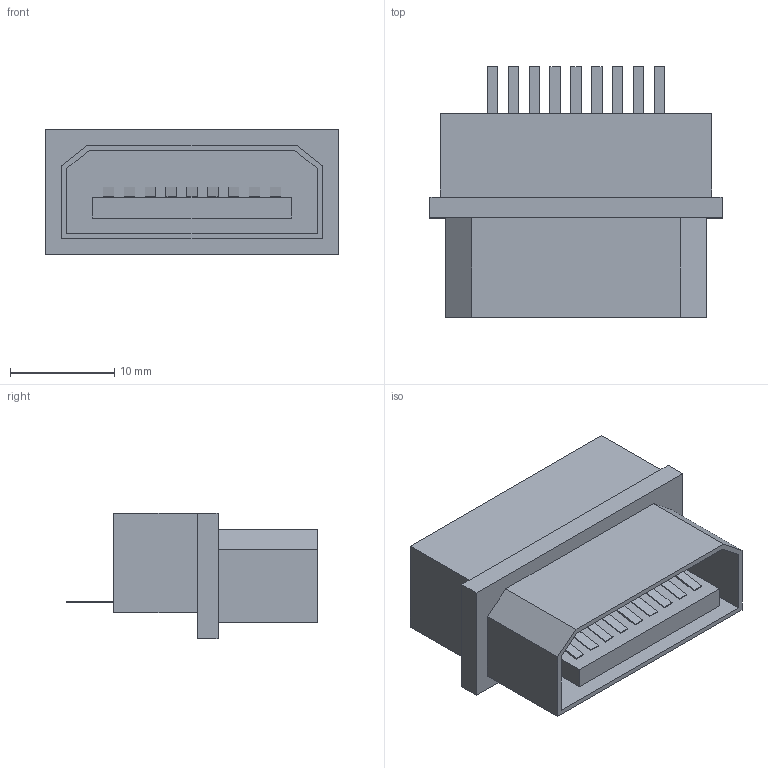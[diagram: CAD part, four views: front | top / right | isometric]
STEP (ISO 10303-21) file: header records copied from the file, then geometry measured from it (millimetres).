
FILE_DESCRIPTION(('FreeCAD Model'),'2;1');
FILE_NAME('Open CASCADE Shape Model','2024-02-14T10:03:26',(''),(''), 'Open CASCADE STEP processor 7.6','FreeCAD','Unknown');
FILE_SCHEMA(('AUTOMOTIVE_DESIGN { 1 0 10303 214 1 1 1 1 }'));
Length unit declared in the file: millimetre
Products named in the file (8): Saturn_Controller_Socket__3rd_party_; Contact Shell; Contact Tongue; Array Contacts; Body; Strain Relief; Array Rear Contacts; Rear Contacts
Assembly tree (23 placements, depth 3):
  Saturn_Controller_Socket__3rd_party_
    Contact Shell
    Contact Tongue
    Array Contacts
      Body  x9
    Strain Relief
    Array Rear Contacts
      Rear Contacts  x9
Bounding box: 28 x 24 x 12 mm (x, y, z)
Volume: 3320 mm3; surface area: 3348 mm2
Topology: 21 solids, 21 shells, 139 faces, 289 edges, 192 vertices
Faces by surface type: plane 139
Entity records: 2749 total; most frequent: DIRECTION 425, CARTESIAN_POINT 422, LINE 291, VECTOR 291, ORIENTED_EDGE 194, PCURVE 194, DEFINITIONAL_REPRESENTATION 194, EDGE_CURVE 97
